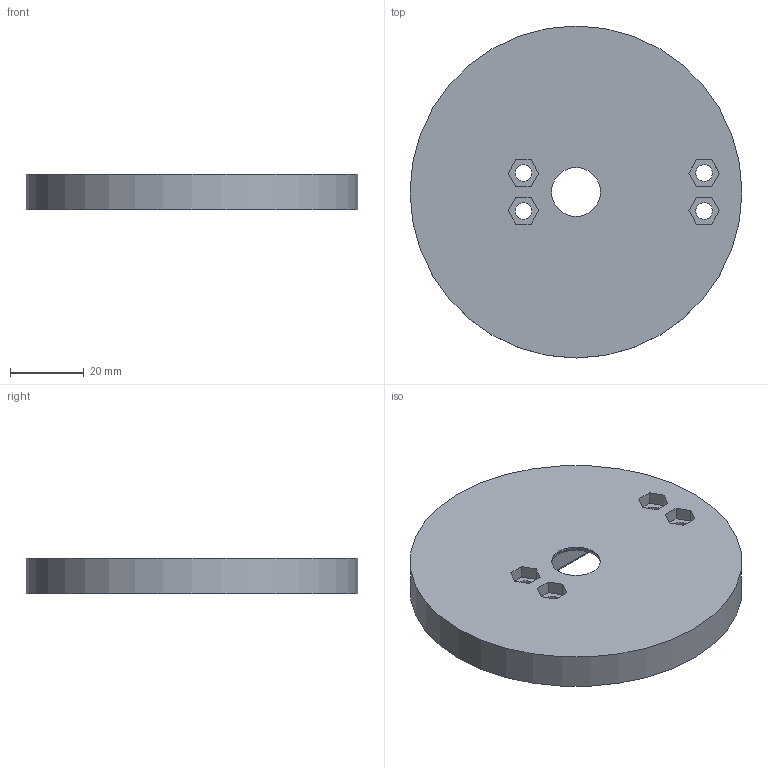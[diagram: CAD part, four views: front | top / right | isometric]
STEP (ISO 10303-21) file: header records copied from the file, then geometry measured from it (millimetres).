
FILE_DESCRIPTION(/* description */ (''),/* implementation_level */ '2;1');
FILE_NAME(/* name */ '2035cd6f-73b0-46b5-ae1c-9c46363c1dcc.stp',/* time_stamp */ '2026-02-26T19:23:18Z',/* author */ (''),/* organization */ (''),/* preprocessor_version */ 'ST-DEVELOPER v20.1',/* originating_system */ 'Autodesk Translation Framework v14.24.0.0',/* authorisation */ '');
FILE_SCHEMA (('AUTOMOTIVE_DESIGN { 1 0 10303 214 3 1 1 }'));
Length unit declared in the file: millimetre
Products named in the file (2): base; servoMountTest2 v3
Assembly tree (1 placements, depth 2):
  base
    servoMountTest2 v3
Bounding box: 90 x 90 x 9.75 mm (x, y, z)
Volume: 54128.3 mm3; surface area: 16899.5 mm2
Topology: 1 solids, 1 shells, 56 faces, 143 edges, 94 vertices
Faces by surface type: plane 43, cylinder 12, torus 1
Full cylindrical faces by diameter (mm): 4.5 x4, 13.25 x1, 90 x1
Entity records: 1751 total; most frequent: CARTESIAN_POINT 296, ORIENTED_EDGE 286, DIRECTION 284, EDGE_CURVE 143, LINE 120, VECTOR 120, VERTEX_POINT 94, AXIS2_PLACEMENT_3D 82
